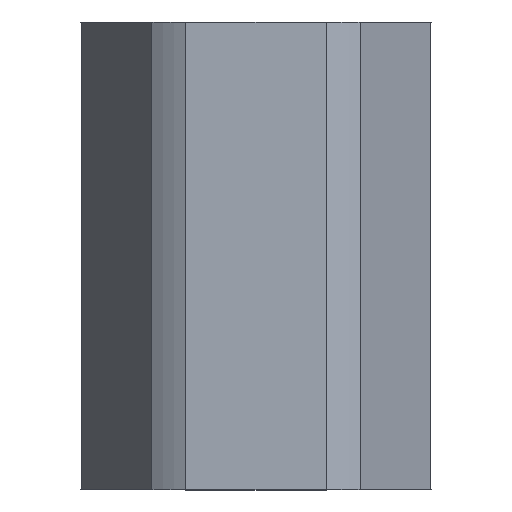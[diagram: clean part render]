
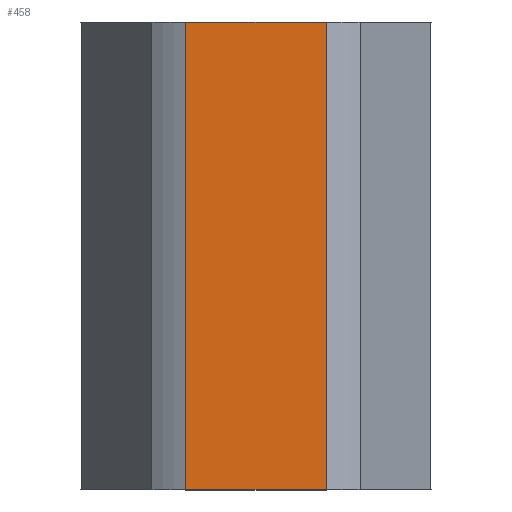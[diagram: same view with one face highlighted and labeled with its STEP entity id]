
A CAD part, top view. The second image highlights one B-rep face of the part: STEP entity #458.
In plain terms, the highlighted planar face has unit normal (0, 0, 1).
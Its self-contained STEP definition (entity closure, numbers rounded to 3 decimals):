
#14 = VERTEX_POINT ( 'NONE', #422 ) ;
#15 = ORIENTED_EDGE ( 'NONE', *, *, #80, .T. ) ;
#17 = ORIENTED_EDGE ( 'NONE', *, *, #201, .T. ) ;
#35 = LINE ( 'NONE', #387, #368 ) ;
#80 = EDGE_CURVE ( 'NONE', #174, #710, #540, .T. ) ;
#83 = DIRECTION ( 'NONE',  ( 0., -1., 0. ) ) ;
#118 = VECTOR ( 'NONE', #748, 1000. ) ;
#121 = ORIENTED_EDGE ( 'NONE', *, *, #537, .F. ) ;
#161 = EDGE_CURVE ( 'NONE', #14, #388, #417, .T. ) ;
#174 = VERTEX_POINT ( 'NONE', #501 ) ;
#201 = EDGE_CURVE ( 'NONE', #710, #388, #35, .T. ) ;
#215 = CARTESIAN_POINT ( 'NONE',  ( -2.398, 0., 5.5 ) ) ;
#253 = VECTOR ( 'NONE', #435, 1000. ) ;
#326 = DIRECTION ( 'NONE',  ( -1., 0., 0. ) ) ;
#336 = CARTESIAN_POINT ( 'NONE',  ( 2.398, 0., 5.5 ) ) ;
#361 = FACE_OUTER_BOUND ( 'NONE', #772, .T. ) ;
#368 = VECTOR ( 'NONE', #513, 1000. ) ;
#387 = CARTESIAN_POINT ( 'NONE',  ( 0., 0., 5.5 ) ) ;
#388 = VERTEX_POINT ( 'NONE', #336 ) ;
#417 = LINE ( 'NONE', #861, #515 ) ;
#422 = CARTESIAN_POINT ( 'NONE',  ( 2.398, 16., 5.5 ) ) ;
#435 = DIRECTION ( 'NONE',  ( 0., -1., 0. ) ) ;
#458 = ADVANCED_FACE ( 'NONE', ( #361 ), #807, .F. ) ;
#467 = DIRECTION ( 'NONE',  ( 0., 0., -1. ) ) ;
#477 = CARTESIAN_POINT ( 'NONE',  ( 0., 16., 5.5 ) ) ;
#501 = CARTESIAN_POINT ( 'NONE',  ( -2.398, 16., 5.5 ) ) ;
#513 = DIRECTION ( 'NONE',  ( 1., 0., 0. ) ) ;
#515 = VECTOR ( 'NONE', #83, 1000. ) ;
#528 = AXIS2_PLACEMENT_3D ( 'NONE', #744, #467, #326 ) ;
#537 = EDGE_CURVE ( 'NONE', #174, #14, #676, .T. ) ;
#540 = LINE ( 'NONE', #839, #253 ) ;
#676 = LINE ( 'NONE', #477, #118 ) ;
#710 = VERTEX_POINT ( 'NONE', #215 ) ;
#744 = CARTESIAN_POINT ( 'NONE',  ( 0., 16., 5.5 ) ) ;
#748 = DIRECTION ( 'NONE',  ( 1., 0., 0. ) ) ;
#772 = EDGE_LOOP ( 'NONE', ( #17, #859, #121, #15 ) ) ;
#807 = PLANE ( 'NONE',  #528 ) ;
#839 = CARTESIAN_POINT ( 'NONE',  ( -2.398, 16., 5.5 ) ) ;
#859 = ORIENTED_EDGE ( 'NONE', *, *, #161, .F. ) ;
#861 = CARTESIAN_POINT ( 'NONE',  ( 2.398, 16., 5.5 ) ) ;
